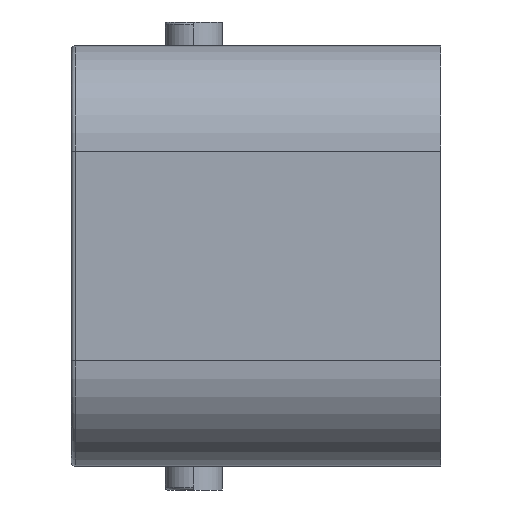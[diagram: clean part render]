
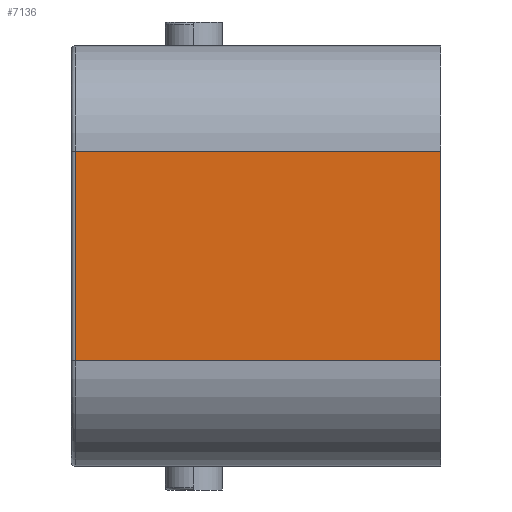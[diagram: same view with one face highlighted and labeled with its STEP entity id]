
A CAD part, left-side view. The second image highlights one B-rep face of the part: STEP entity #7136.
In plain terms, the highlighted planar face has unit normal (-1, 0, 0).
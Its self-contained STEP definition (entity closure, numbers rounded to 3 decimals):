
#74=DIRECTION('',(0.,-1.,0.));
#75=VECTOR('',#74,24.9);
#76=CARTESIAN_POINT('',(-47.45,22.9,7.15));
#77=LINE('',#76,#75);
#82=DIRECTION('',(0.,1.,0.));
#83=VECTOR('',#82,24.9);
#84=CARTESIAN_POINT('',(-47.45,-2.,-7.15));
#85=LINE('',#84,#83);
#203=DIRECTION('',(0.,0.,-1.));
#204=VECTOR('',#203,14.3);
#205=CARTESIAN_POINT('',(-47.45,-2.,7.15));
#206=LINE('',#205,#204);
#271=DIRECTION('',(0.,0.,-1.));
#272=VECTOR('',#271,14.3);
#273=CARTESIAN_POINT('',(-47.45,22.9,7.15));
#274=LINE('',#273,#272);
#6207=CARTESIAN_POINT('',(-47.45,22.9,7.15));
#6209=VERTEX_POINT('',#6207);
#6217=CARTESIAN_POINT('',(-47.45,22.9,-7.15));
#6219=VERTEX_POINT('',#6217);
#6287=CARTESIAN_POINT('',(-47.45,-2.,-7.15));
#6289=VERTEX_POINT('',#6287);
#6301=CARTESIAN_POINT('',(-47.45,-2.,7.15));
#6302=VERTEX_POINT('',#6301);
#7121=CARTESIAN_POINT('',(-47.45,0.,7.15));
#7122=DIRECTION('',(-1.,0.,0.));
#7123=DIRECTION('',(0.,1.,0.));
#7124=AXIS2_PLACEMENT_3D('',#7121,#7122,#7123);
#7125=PLANE('',#7124);
#7127=ORIENTED_EDGE('',*,*,#7126,.T.);
#7129=ORIENTED_EDGE('',*,*,#7128,.T.);
#7131=ORIENTED_EDGE('',*,*,#7130,.T.);
#7133=ORIENTED_EDGE('',*,*,#7132,.F.);
#7134=EDGE_LOOP('',(#7127,#7129,#7131,#7133));
#7135=FACE_OUTER_BOUND('',#7134,.F.);
#7136=ADVANCED_FACE('',(#7135),#7125,.T.);
#7126=EDGE_CURVE('',#6209,#6302,#77,.T.);
#7128=EDGE_CURVE('',#6302,#6289,#206,.T.);
#7130=EDGE_CURVE('',#6289,#6219,#85,.T.);
#7132=EDGE_CURVE('',#6209,#6219,#274,.T.);
